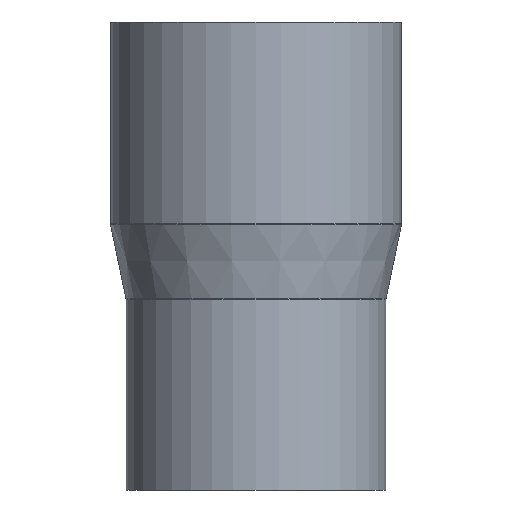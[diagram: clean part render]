
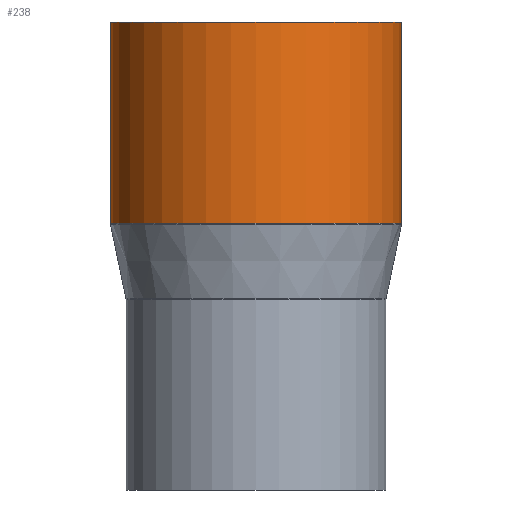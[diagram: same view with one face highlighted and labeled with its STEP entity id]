
A CAD part, front view. The second image highlights one B-rep face of the part: STEP entity #238.
In plain terms, the highlighted cylindrical face has radius 70 mm (diameter 140 mm), a partial arc.
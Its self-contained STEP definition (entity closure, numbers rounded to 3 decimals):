
#8 = ORIENTED_EDGE ( 'NONE', *, *, #131, .F. ) ;
#21 = VECTOR ( 'NONE', #563, 1000. ) ;
#23 = CARTESIAN_POINT ( 'NONE',  ( -70., 0., 111.88 ) ) ;
#26 = DIRECTION ( 'NONE',  ( -1., 0., 0. ) ) ;
#28 = DIRECTION ( 'NONE',  ( 0., 0., -1. ) ) ;
#32 = CARTESIAN_POINT ( 'NONE',  ( 0., 0., 15.086 ) ) ;
#61 = CARTESIAN_POINT ( 'NONE',  ( -70., 0., -16.533 ) ) ;
#63 = VERTEX_POINT ( 'NONE', #527 ) ;
#105 = DIRECTION ( 'NONE',  ( 0., 0., -1. ) ) ;
#109 = CARTESIAN_POINT ( 'NONE',  ( -70., 0., 15.086 ) ) ;
#123 = DIRECTION ( 'NONE',  ( 0., 0., -1. ) ) ;
#131 = EDGE_CURVE ( 'NONE', #453, #359, #386, .T. ) ;
#191 = CYLINDRICAL_SURFACE ( 'NONE', #406, 70. ) ;
#196 = EDGE_LOOP ( 'NONE', ( #246, #434, #262, #8 ) ) ;
#231 = AXIS2_PLACEMENT_3D ( 'NONE', #32, #28, #26 ) ;
#238 = ADVANCED_FACE ( 'NONE', ( #483 ), #191, .T. ) ;
#246 = ORIENTED_EDGE ( 'NONE', *, *, #478, .F. ) ;
#258 = CARTESIAN_POINT ( 'NONE',  ( 70., 0., 15.086 ) ) ;
#262 = ORIENTED_EDGE ( 'NONE', *, *, #322, .T. ) ;
#298 = LINE ( 'NONE', #61, #21 ) ;
#309 = CIRCLE ( 'NONE', #417, 70. ) ;
#319 = VECTOR ( 'NONE', #123, 1000. ) ;
#322 = EDGE_CURVE ( 'NONE', #588, #359, #298, .T. ) ;
#334 = CARTESIAN_POINT ( 'NONE',  ( 0., 0., -16.533 ) ) ;
#359 = VERTEX_POINT ( 'NONE', #109 ) ;
#386 = CIRCLE ( 'NONE', #231, 70. ) ;
#395 = DIRECTION ( 'NONE',  ( -1., 0., 0. ) ) ;
#406 = AXIS2_PLACEMENT_3D ( 'NONE', #334, #545, #395 ) ;
#417 = AXIS2_PLACEMENT_3D ( 'NONE', #621, #105, #568 ) ;
#423 = LINE ( 'NONE', #477, #319 ) ;
#434 = ORIENTED_EDGE ( 'NONE', *, *, #451, .T. ) ;
#451 = EDGE_CURVE ( 'NONE', #63, #588, #309, .T. ) ;
#453 = VERTEX_POINT ( 'NONE', #258 ) ;
#477 = CARTESIAN_POINT ( 'NONE',  ( 70., 0., -16.533 ) ) ;
#478 = EDGE_CURVE ( 'NONE', #63, #453, #423, .T. ) ;
#483 = FACE_OUTER_BOUND ( 'NONE', #196, .T. ) ;
#527 = CARTESIAN_POINT ( 'NONE',  ( 70., 0., 111.88 ) ) ;
#545 = DIRECTION ( 'NONE',  ( 0., 0., -1. ) ) ;
#563 = DIRECTION ( 'NONE',  ( 0., 0., -1. ) ) ;
#568 = DIRECTION ( 'NONE',  ( -1., 0., 0. ) ) ;
#588 = VERTEX_POINT ( 'NONE', #23 ) ;
#621 = CARTESIAN_POINT ( 'NONE',  ( 0., 0., 111.88 ) ) ;
